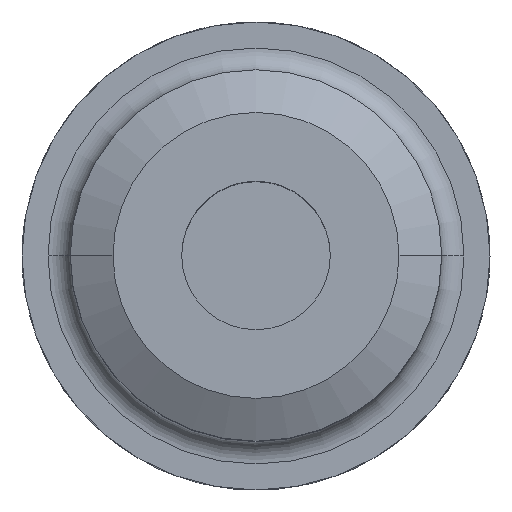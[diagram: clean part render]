
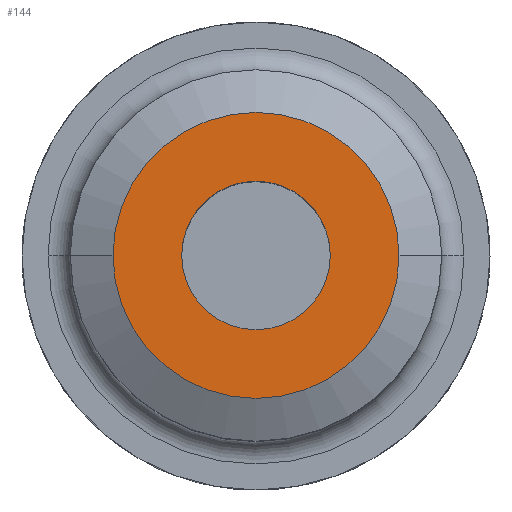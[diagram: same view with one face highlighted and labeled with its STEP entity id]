
A CAD part, top view. The second image highlights one B-rep face of the part: STEP entity #144.
In plain terms, the highlighted planar face has unit normal (0, 0, 1).
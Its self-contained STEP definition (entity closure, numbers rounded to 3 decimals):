
#9 = ORIENTED_EDGE ( 'NONE', *, *, #1266, .F. ) ;
#101 = CIRCLE ( 'NONE', #1451, 10. ) ;
#110 = DIRECTION ( 'NONE',  ( -1., 0., 0. ) ) ;
#144 = ADVANCED_FACE ( 'NONE', ( #1169, #1232 ), #534, .T. ) ;
#192 = DIRECTION ( 'NONE',  ( -1., 0., 0. ) ) ;
#251 = DIRECTION ( 'NONE',  ( 0., 0., 1. ) ) ;
#298 = VERTEX_POINT ( 'NONE', #1085 ) ;
#308 = DIRECTION ( 'NONE',  ( -1., 0., 0. ) ) ;
#369 = ORIENTED_EDGE ( 'NONE', *, *, #522, .F. ) ;
#385 = CARTESIAN_POINT ( 'NONE',  ( 0., 19.25, 70. ) ) ;
#515 = EDGE_LOOP ( 'NONE', ( #9, #369 ) ) ;
#522 = EDGE_CURVE ( 'NONE', #694, #1511, #1675, .T. ) ;
#530 = CARTESIAN_POINT ( 'NONE',  ( 0., 0., 70. ) ) ;
#534 = PLANE ( 'NONE',  #1436 ) ;
#549 = DIRECTION ( 'NONE',  ( 0., 0., -1. ) ) ;
#584 = VERTEX_POINT ( 'NONE', #1124 ) ;
#603 = CIRCLE ( 'NONE', #782, 19.25 ) ;
#636 = AXIS2_PLACEMENT_3D ( 'NONE', #1256, #818, #192 ) ;
#694 = VERTEX_POINT ( 'NONE', #1621 ) ;
#782 = AXIS2_PLACEMENT_3D ( 'NONE', #530, #1524, #110 ) ;
#818 = DIRECTION ( 'NONE',  ( 0., 0., -1. ) ) ;
#883 = CARTESIAN_POINT ( 'NONE',  ( -19.25, 0., 70. ) ) ;
#1085 = CARTESIAN_POINT ( 'NONE',  ( 10., 0., 70. ) ) ;
#1099 = DIRECTION ( 'NONE',  ( 1., 0., 0. ) ) ;
#1102 = AXIS2_PLACEMENT_3D ( 'NONE', #1403, #549, #1542 ) ;
#1124 = CARTESIAN_POINT ( 'NONE',  ( -10., 0., 70. ) ) ;
#1169 = FACE_BOUND ( 'NONE', #1335, .T. ) ;
#1232 = FACE_OUTER_BOUND ( 'NONE', #515, .T. ) ;
#1256 = CARTESIAN_POINT ( 'NONE',  ( 0., 0., 70. ) ) ;
#1266 = EDGE_CURVE ( 'NONE', #1511, #694, #603, .T. ) ;
#1291 = CARTESIAN_POINT ( 'NONE',  ( 0., 0., 70. ) ) ;
#1299 = DIRECTION ( 'NONE',  ( 0., 0., -1. ) ) ;
#1307 = ORIENTED_EDGE ( 'NONE', *, *, #1385, .T. ) ;
#1335 = EDGE_LOOP ( 'NONE', ( #1307, #1632 ) ) ;
#1385 = EDGE_CURVE ( 'NONE', #584, #298, #101, .T. ) ;
#1403 = CARTESIAN_POINT ( 'NONE',  ( 0., 0., 70. ) ) ;
#1436 = AXIS2_PLACEMENT_3D ( 'NONE', #385, #251, #1099 ) ;
#1451 = AXIS2_PLACEMENT_3D ( 'NONE', #1291, #1299, #308 ) ;
#1511 = VERTEX_POINT ( 'NONE', #883 ) ;
#1524 = DIRECTION ( 'NONE',  ( 0., 0., -1. ) ) ;
#1542 = DIRECTION ( 'NONE',  ( -1., 0., 0. ) ) ;
#1621 = CARTESIAN_POINT ( 'NONE',  ( 19.25, 0., 70. ) ) ;
#1632 = ORIENTED_EDGE ( 'NONE', *, *, #1776, .T. ) ;
#1675 = CIRCLE ( 'NONE', #636, 19.25 ) ;
#1776 = EDGE_CURVE ( 'NONE', #298, #584, #1793, .T. ) ;
#1793 = CIRCLE ( 'NONE', #1102, 10. ) ;
